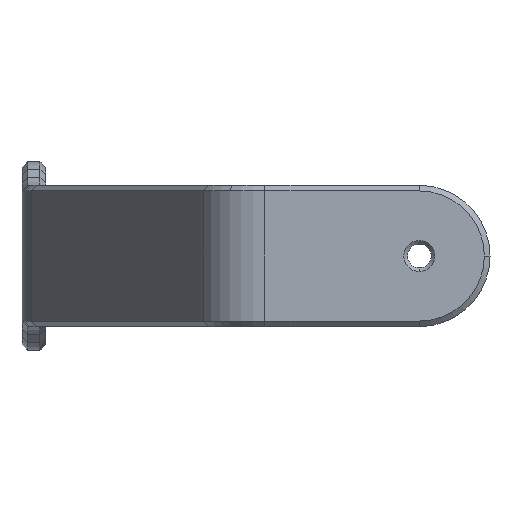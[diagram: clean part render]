
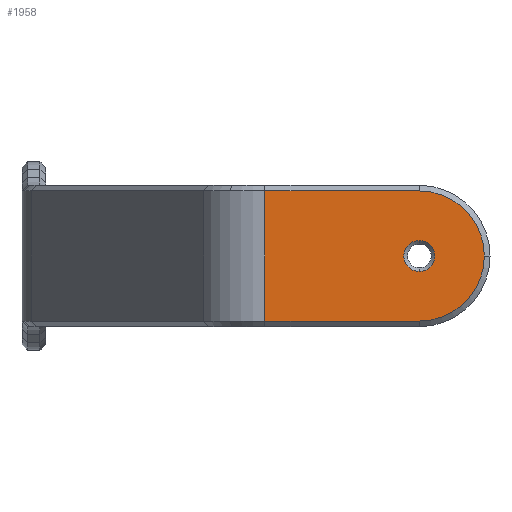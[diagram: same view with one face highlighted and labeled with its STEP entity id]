
A CAD part, front view. The second image highlights one B-rep face of the part: STEP entity #1958.
In plain terms, the highlighted planar face has unit normal (0, -1, 0).
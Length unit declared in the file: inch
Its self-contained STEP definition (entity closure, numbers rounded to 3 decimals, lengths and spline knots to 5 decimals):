
#4 = DIRECTION ( 'NONE',  ( 0., 1., 0. ) ) ;
#128 = CARTESIAN_POINT ( 'NONE',  ( 2.04645, -3.74565, 0. ) ) ;
#200 = DIRECTION ( 'NONE',  ( 1., 0., 0. ) ) ;
#268 = DIRECTION ( 'NONE',  ( -1., 0., 0. ) ) ;
#307 = AXIS2_PLACEMENT_3D ( 'NONE', #778, #4, #2697 ) ;
#412 = CARTESIAN_POINT ( 'NONE',  ( 2.04645, -3.74565, -0.345 ) ) ;
#449 = EDGE_LOOP ( 'NONE', ( #2678, #1555, #4044, #4014, #2429 ) ) ;
#491 = CARTESIAN_POINT ( 'NONE',  ( 2.04645, -3.74565, 0.345 ) ) ;
#499 = CIRCLE ( 'NONE', #1064, 0.0825 ) ;
#601 = LINE ( 'NONE', #2326, #1477 ) ;
#674 = EDGE_CURVE ( 'NONE', #1533, #2562, #3162, .T. ) ;
#682 = EDGE_CURVE ( 'NONE', #3865, #1198, #3867, .T. ) ;
#759 = CARTESIAN_POINT ( 'NONE',  ( 2.04645, -3.74565, 0. ) ) ;
#778 = CARTESIAN_POINT ( 'NONE',  ( 1.00282, -3.74565, 0.375 ) ) ;
#960 = DIRECTION ( 'NONE',  ( 0., 1., 0. ) ) ;
#1045 = VECTOR ( 'NONE', #1402, 39.37008 ) ;
#1064 = AXIS2_PLACEMENT_3D ( 'NONE', #1911, #1889, #1131 ) ;
#1108 = CARTESIAN_POINT ( 'NONE',  ( 1.22687, -3.74565, 0.375 ) ) ;
#1131 = DIRECTION ( 'NONE',  ( -1., 0., 0. ) ) ;
#1198 = VERTEX_POINT ( 'NONE', #2036 ) ;
#1274 = EDGE_CURVE ( 'NONE', #2562, #2293, #1994, .T. ) ;
#1357 = EDGE_CURVE ( 'NONE', #2293, #3865, #1776, .T. ) ;
#1402 = DIRECTION ( 'NONE',  ( -1., 0., 0. ) ) ;
#1477 = VECTOR ( 'NONE', #200, 39.37008 ) ;
#1533 = VERTEX_POINT ( 'NONE', #412 ) ;
#1555 = ORIENTED_EDGE ( 'NONE', *, *, #1357, .T. ) ;
#1582 = FACE_OUTER_BOUND ( 'NONE', #449, .T. ) ;
#1658 = AXIS2_PLACEMENT_3D ( 'NONE', #759, #2331, #2727 ) ;
#1698 = EDGE_CURVE ( 'NONE', #2444, #3877, #2083, .T. ) ;
#1724 = CARTESIAN_POINT ( 'NONE',  ( 2.04645, -3.74565, 0. ) ) ;
#1776 = LINE ( 'NONE', #4812, #1045 ) ;
#1889 = DIRECTION ( 'NONE',  ( 0., 1., 0. ) ) ;
#1911 = CARTESIAN_POINT ( 'NONE',  ( 2.04645, -3.74565, 0. ) ) ;
#1958 = ADVANCED_FACE ( 'NONE', ( #2672, #1582 ), #2278, .F. ) ;
#1994 = CIRCLE ( 'NONE', #2240, 0.345 ) ;
#2036 = CARTESIAN_POINT ( 'NONE',  ( 1.22687, -3.74565, -0.345 ) ) ;
#2064 = ORIENTED_EDGE ( 'NONE', *, *, #1698, .T. ) ;
#2083 = CIRCLE ( 'NONE', #3117, 0.0825 ) ;
#2210 = CARTESIAN_POINT ( 'NONE',  ( 1.22687, -3.74565, 0.345 ) ) ;
#2240 = AXIS2_PLACEMENT_3D ( 'NONE', #1724, #3982, #268 ) ;
#2243 = CARTESIAN_POINT ( 'NONE',  ( 2.04645, -3.74565, -0.0825 ) ) ;
#2278 = PLANE ( 'NONE',  #307 ) ;
#2293 = VERTEX_POINT ( 'NONE', #491 ) ;
#2326 = CARTESIAN_POINT ( 'NONE',  ( 1.00282, -3.74565, -0.345 ) ) ;
#2331 = DIRECTION ( 'NONE',  ( 0., -1., 0. ) ) ;
#2429 = ORIENTED_EDGE ( 'NONE', *, *, #674, .T. ) ;
#2444 = VERTEX_POINT ( 'NONE', #2243 ) ;
#2562 = VERTEX_POINT ( 'NONE', #3336 ) ;
#2672 = FACE_BOUND ( 'NONE', #2828, .T. ) ;
#2678 = ORIENTED_EDGE ( 'NONE', *, *, #1274, .T. ) ;
#2697 = DIRECTION ( 'NONE',  ( -1., 0., 0. ) ) ;
#2727 = DIRECTION ( 'NONE',  ( -1., 0., 0. ) ) ;
#2828 = EDGE_LOOP ( 'NONE', ( #2064, #4502 ) ) ;
#3117 = AXIS2_PLACEMENT_3D ( 'NONE', #128, #960, #4407 ) ;
#3162 = CIRCLE ( 'NONE', #1658, 0.345 ) ;
#3336 = CARTESIAN_POINT ( 'NONE',  ( 2.39145, -3.74565, 0. ) ) ;
#3491 = DIRECTION ( 'NONE',  ( 0., 0., -1. ) ) ;
#3859 = EDGE_CURVE ( 'NONE', #3877, #2444, #499, .T. ) ;
#3865 = VERTEX_POINT ( 'NONE', #2210 ) ;
#3867 = LINE ( 'NONE', #1108, #3958 ) ;
#3877 = VERTEX_POINT ( 'NONE', #4318 ) ;
#3937 = EDGE_CURVE ( 'NONE', #1198, #1533, #601, .T. ) ;
#3958 = VECTOR ( 'NONE', #3491, 39.37008 ) ;
#3982 = DIRECTION ( 'NONE',  ( 0., -1., 0. ) ) ;
#4014 = ORIENTED_EDGE ( 'NONE', *, *, #3937, .T. ) ;
#4044 = ORIENTED_EDGE ( 'NONE', *, *, #682, .T. ) ;
#4318 = CARTESIAN_POINT ( 'NONE',  ( 2.04645, -3.74565, 0.0825 ) ) ;
#4407 = DIRECTION ( 'NONE',  ( -1., 0., 0. ) ) ;
#4502 = ORIENTED_EDGE ( 'NONE', *, *, #3859, .T. ) ;
#4812 = CARTESIAN_POINT ( 'NONE',  ( 1.00282, -3.74565, 0.345 ) ) ;
